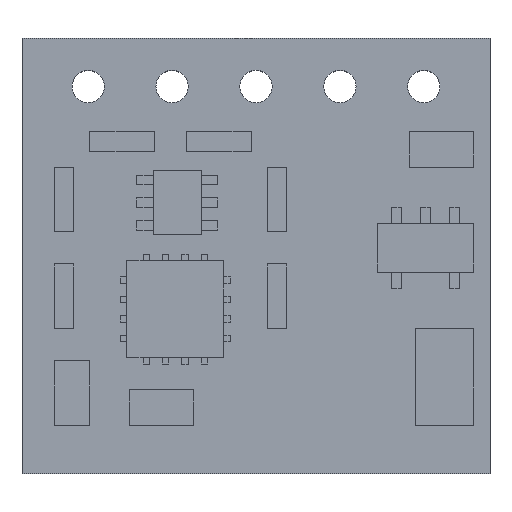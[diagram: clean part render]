
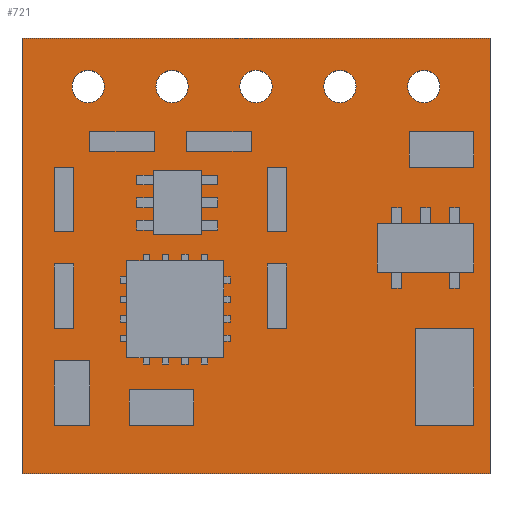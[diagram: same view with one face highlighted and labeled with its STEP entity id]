
A CAD part, top view. The second image highlights one B-rep face of the part: STEP entity #721.
In plain terms, the highlighted planar face has unit normal (0, 0, 1).
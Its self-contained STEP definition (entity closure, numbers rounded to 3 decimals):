
#22 = VERTEX_POINT('',#23);
#23 = CARTESIAN_POINT('',(-7.25,6.75,0.));
#32 = PLANE('',#33);
#33 = AXIS2_PLACEMENT_3D('',#34,#35,#36);
#34 = CARTESIAN_POINT('',(-7.25,6.75,0.));
#35 = DIRECTION('',(0.,-1.,0.));
#36 = DIRECTION('',(1.,0.,0.));
#44 = PLANE('',#45);
#45 = AXIS2_PLACEMENT_3D('',#46,#47,#48);
#46 = CARTESIAN_POINT('',(-7.25,-6.75,0.));
#47 = DIRECTION('',(1.,0.,0.));
#48 = DIRECTION('',(0.,1.,0.));
#85 = VERTEX_POINT('',#86);
#86 = CARTESIAN_POINT('',(7.25,6.75,0.));
#100 = PLANE('',#101);
#101 = AXIS2_PLACEMENT_3D('',#102,#103,#104);
#102 = CARTESIAN_POINT('',(7.25,6.75,0.));
#103 = DIRECTION('',(-1.,0.,0.));
#104 = DIRECTION('',(0.,-1.,0.));
#112 = EDGE_CURVE('',#22,#85,#113,.T.);
#113 = SURFACE_CURVE('',#114,(#118,#125),.PCURVE_S1.);
#114 = LINE('',#115,#116);
#115 = CARTESIAN_POINT('',(-7.25,6.75,0.));
#116 = VECTOR('',#117,1.);
#117 = DIRECTION('',(1.,0.,0.));
#118 = PCURVE('',#32,#119);
#119 = DEFINITIONAL_REPRESENTATION('',(#120),#124);
#120 = LINE('',#121,#122);
#121 = CARTESIAN_POINT('',(0.,0.));
#122 = VECTOR('',#123,1.);
#123 = DIRECTION('',(1.,0.));
#124 = ( GEOMETRIC_REPRESENTATION_CONTEXT(2) 
PARAMETRIC_REPRESENTATION_CONTEXT() REPRESENTATION_CONTEXT('2D SPACE',''
  ) );
#125 = PCURVE('',#126,#131);
#126 = PLANE('',#127);
#127 = AXIS2_PLACEMENT_3D('',#128,#129,#130);
#128 = CARTESIAN_POINT('',(0.,0.989,0.));
#129 = DIRECTION('',(0.,0.,1.));
#130 = DIRECTION('',(1.,0.,0.));
#131 = DEFINITIONAL_REPRESENTATION('',(#132),#136);
#132 = LINE('',#133,#134);
#133 = CARTESIAN_POINT('',(-7.25,5.761));
#134 = VECTOR('',#135,1.);
#135 = DIRECTION('',(1.,0.));
#136 = ( GEOMETRIC_REPRESENTATION_CONTEXT(2) 
PARAMETRIC_REPRESENTATION_CONTEXT() REPRESENTATION_CONTEXT('2D SPACE',''
  ) );
#166 = VERTEX_POINT('',#167);
#167 = CARTESIAN_POINT('',(7.25,-6.75,0.));
#181 = PLANE('',#182);
#182 = AXIS2_PLACEMENT_3D('',#183,#184,#185);
#183 = CARTESIAN_POINT('',(7.25,-6.75,0.));
#184 = DIRECTION('',(0.,1.,0.));
#185 = DIRECTION('',(-1.,0.,0.));
#193 = EDGE_CURVE('',#85,#166,#194,.T.);
#194 = SURFACE_CURVE('',#195,(#199,#206),.PCURVE_S1.);
#195 = LINE('',#196,#197);
#196 = CARTESIAN_POINT('',(7.25,6.75,0.));
#197 = VECTOR('',#198,1.);
#198 = DIRECTION('',(0.,-1.,0.));
#199 = PCURVE('',#100,#200);
#200 = DEFINITIONAL_REPRESENTATION('',(#201),#205);
#201 = LINE('',#202,#203);
#202 = CARTESIAN_POINT('',(0.,0.));
#203 = VECTOR('',#204,1.);
#204 = DIRECTION('',(1.,0.));
#205 = ( GEOMETRIC_REPRESENTATION_CONTEXT(2) 
PARAMETRIC_REPRESENTATION_CONTEXT() REPRESENTATION_CONTEXT('2D SPACE',''
  ) );
#206 = PCURVE('',#126,#207);
#207 = DEFINITIONAL_REPRESENTATION('',(#208),#212);
#208 = LINE('',#209,#210);
#209 = CARTESIAN_POINT('',(7.25,5.761));
#210 = VECTOR('',#211,1.);
#211 = DIRECTION('',(0.,-1.));
#212 = ( GEOMETRIC_REPRESENTATION_CONTEXT(2) 
PARAMETRIC_REPRESENTATION_CONTEXT() REPRESENTATION_CONTEXT('2D SPACE',''
  ) );
#242 = VERTEX_POINT('',#243);
#243 = CARTESIAN_POINT('',(-7.25,-6.75,0.));
#264 = EDGE_CURVE('',#166,#242,#265,.T.);
#265 = SURFACE_CURVE('',#266,(#270,#277),.PCURVE_S1.);
#266 = LINE('',#267,#268);
#267 = CARTESIAN_POINT('',(7.25,-6.75,0.));
#268 = VECTOR('',#269,1.);
#269 = DIRECTION('',(-1.,0.,0.));
#270 = PCURVE('',#181,#271);
#271 = DEFINITIONAL_REPRESENTATION('',(#272),#276);
#272 = LINE('',#273,#274);
#273 = CARTESIAN_POINT('',(0.,0.));
#274 = VECTOR('',#275,1.);
#275 = DIRECTION('',(1.,0.));
#276 = ( GEOMETRIC_REPRESENTATION_CONTEXT(2) 
PARAMETRIC_REPRESENTATION_CONTEXT() REPRESENTATION_CONTEXT('2D SPACE',''
  ) );
#277 = PCURVE('',#126,#278);
#278 = DEFINITIONAL_REPRESENTATION('',(#279),#283);
#279 = LINE('',#280,#281);
#280 = CARTESIAN_POINT('',(7.25,-7.739));
#281 = VECTOR('',#282,1.);
#282 = DIRECTION('',(-1.,0.));
#283 = ( GEOMETRIC_REPRESENTATION_CONTEXT(2) 
PARAMETRIC_REPRESENTATION_CONTEXT() REPRESENTATION_CONTEXT('2D SPACE',''
  ) );
#311 = EDGE_CURVE('',#242,#22,#312,.T.);
#312 = SURFACE_CURVE('',#313,(#317,#324),.PCURVE_S1.);
#313 = LINE('',#314,#315);
#314 = CARTESIAN_POINT('',(-7.25,-6.75,0.));
#315 = VECTOR('',#316,1.);
#316 = DIRECTION('',(0.,1.,0.));
#317 = PCURVE('',#44,#318);
#318 = DEFINITIONAL_REPRESENTATION('',(#319),#323);
#319 = LINE('',#320,#321);
#320 = CARTESIAN_POINT('',(0.,0.));
#321 = VECTOR('',#322,1.);
#322 = DIRECTION('',(1.,0.));
#323 = ( GEOMETRIC_REPRESENTATION_CONTEXT(2) 
PARAMETRIC_REPRESENTATION_CONTEXT() REPRESENTATION_CONTEXT('2D SPACE',''
  ) );
#324 = PCURVE('',#126,#325);
#325 = DEFINITIONAL_REPRESENTATION('',(#326),#330);
#326 = LINE('',#327,#328);
#327 = CARTESIAN_POINT('',(-7.25,-7.739));
#328 = VECTOR('',#329,1.);
#329 = DIRECTION('',(0.,1.));
#330 = ( GEOMETRIC_REPRESENTATION_CONTEXT(2) 
PARAMETRIC_REPRESENTATION_CONTEXT() REPRESENTATION_CONTEXT('2D SPACE',''
  ) );
#336 = VERTEX_POINT('',#337);
#337 = CARTESIAN_POINT('',(5.7,5.25,0.));
#346 = CYLINDRICAL_SURFACE('',#347,0.5);
#347 = AXIS2_PLACEMENT_3D('',#348,#349,#350);
#348 = CARTESIAN_POINT('',(5.2,5.25,0.));
#349 = DIRECTION('',(0.,0.,1.));
#350 = DIRECTION('',(1.,0.,0.));
#388 = EDGE_CURVE('',#336,#336,#389,.T.);
#389 = SURFACE_CURVE('',#390,(#395,#402),.PCURVE_S1.);
#390 = CIRCLE('',#391,0.5);
#391 = AXIS2_PLACEMENT_3D('',#392,#393,#394);
#392 = CARTESIAN_POINT('',(5.2,5.25,0.));
#393 = DIRECTION('',(0.,0.,1.));
#394 = DIRECTION('',(1.,0.,0.));
#395 = PCURVE('',#346,#396);
#396 = DEFINITIONAL_REPRESENTATION('',(#397),#401);
#397 = LINE('',#398,#399);
#398 = CARTESIAN_POINT('',(0.,0.));
#399 = VECTOR('',#400,1.);
#400 = DIRECTION('',(1.,0.));
#401 = ( GEOMETRIC_REPRESENTATION_CONTEXT(2) 
PARAMETRIC_REPRESENTATION_CONTEXT() REPRESENTATION_CONTEXT('2D SPACE',''
  ) );
#402 = PCURVE('',#126,#403);
#403 = DEFINITIONAL_REPRESENTATION('',(#404),#408);
#404 = CIRCLE('',#405,0.5);
#405 = AXIS2_PLACEMENT_2D('',#406,#407);
#406 = CARTESIAN_POINT('',(5.2,4.261));
#407 = DIRECTION('',(1.,0.));
#408 = ( GEOMETRIC_REPRESENTATION_CONTEXT(2) 
PARAMETRIC_REPRESENTATION_CONTEXT() REPRESENTATION_CONTEXT('2D SPACE',''
  ) );
#414 = VERTEX_POINT('',#415);
#415 = CARTESIAN_POINT('',(3.1,5.25,0.));
#424 = CYLINDRICAL_SURFACE('',#425,0.5);
#425 = AXIS2_PLACEMENT_3D('',#426,#427,#428);
#426 = CARTESIAN_POINT('',(2.6,5.25,0.));
#427 = DIRECTION('',(0.,0.,1.));
#428 = DIRECTION('',(1.,0.,0.));
#466 = EDGE_CURVE('',#414,#414,#467,.T.);
#467 = SURFACE_CURVE('',#468,(#473,#480),.PCURVE_S1.);
#468 = CIRCLE('',#469,0.5);
#469 = AXIS2_PLACEMENT_3D('',#470,#471,#472);
#470 = CARTESIAN_POINT('',(2.6,5.25,0.));
#471 = DIRECTION('',(0.,0.,1.));
#472 = DIRECTION('',(1.,0.,0.));
#473 = PCURVE('',#424,#474);
#474 = DEFINITIONAL_REPRESENTATION('',(#475),#479);
#475 = LINE('',#476,#477);
#476 = CARTESIAN_POINT('',(0.,0.));
#477 = VECTOR('',#478,1.);
#478 = DIRECTION('',(1.,0.));
#479 = ( GEOMETRIC_REPRESENTATION_CONTEXT(2) 
PARAMETRIC_REPRESENTATION_CONTEXT() REPRESENTATION_CONTEXT('2D SPACE',''
  ) );
#480 = PCURVE('',#126,#481);
#481 = DEFINITIONAL_REPRESENTATION('',(#482),#486);
#482 = CIRCLE('',#483,0.5);
#483 = AXIS2_PLACEMENT_2D('',#484,#485);
#484 = CARTESIAN_POINT('',(2.6,4.261));
#485 = DIRECTION('',(1.,0.));
#486 = ( GEOMETRIC_REPRESENTATION_CONTEXT(2) 
PARAMETRIC_REPRESENTATION_CONTEXT() REPRESENTATION_CONTEXT('2D SPACE',''
  ) );
#492 = VERTEX_POINT('',#493);
#493 = CARTESIAN_POINT('',(0.5,5.25,0.));
#502 = CYLINDRICAL_SURFACE('',#503,0.5);
#503 = AXIS2_PLACEMENT_3D('',#504,#505,#506);
#504 = CARTESIAN_POINT('',(0.,5.25,0.));
#505 = DIRECTION('',(0.,0.,1.));
#506 = DIRECTION('',(1.,0.,0.));
#544 = EDGE_CURVE('',#492,#492,#545,.T.);
#545 = SURFACE_CURVE('',#546,(#551,#558),.PCURVE_S1.);
#546 = CIRCLE('',#547,0.5);
#547 = AXIS2_PLACEMENT_3D('',#548,#549,#550);
#548 = CARTESIAN_POINT('',(0.,5.25,0.));
#549 = DIRECTION('',(0.,0.,1.));
#550 = DIRECTION('',(1.,0.,0.));
#551 = PCURVE('',#502,#552);
#552 = DEFINITIONAL_REPRESENTATION('',(#553),#557);
#553 = LINE('',#554,#555);
#554 = CARTESIAN_POINT('',(0.,0.));
#555 = VECTOR('',#556,1.);
#556 = DIRECTION('',(1.,0.));
#557 = ( GEOMETRIC_REPRESENTATION_CONTEXT(2) 
PARAMETRIC_REPRESENTATION_CONTEXT() REPRESENTATION_CONTEXT('2D SPACE',''
  ) );
#558 = PCURVE('',#126,#559);
#559 = DEFINITIONAL_REPRESENTATION('',(#560),#564);
#560 = CIRCLE('',#561,0.5);
#561 = AXIS2_PLACEMENT_2D('',#562,#563);
#562 = CARTESIAN_POINT('',(0.,4.261));
#563 = DIRECTION('',(1.,0.));
#564 = ( GEOMETRIC_REPRESENTATION_CONTEXT(2) 
PARAMETRIC_REPRESENTATION_CONTEXT() REPRESENTATION_CONTEXT('2D SPACE',''
  ) );
#570 = VERTEX_POINT('',#571);
#571 = CARTESIAN_POINT('',(-2.1,5.25,0.));
#580 = CYLINDRICAL_SURFACE('',#581,0.5);
#581 = AXIS2_PLACEMENT_3D('',#582,#583,#584);
#582 = CARTESIAN_POINT('',(-2.6,5.25,0.));
#583 = DIRECTION('',(0.,0.,1.));
#584 = DIRECTION('',(1.,0.,0.));
#622 = EDGE_CURVE('',#570,#570,#623,.T.);
#623 = SURFACE_CURVE('',#624,(#629,#636),.PCURVE_S1.);
#624 = CIRCLE('',#625,0.5);
#625 = AXIS2_PLACEMENT_3D('',#626,#627,#628);
#626 = CARTESIAN_POINT('',(-2.6,5.25,0.));
#627 = DIRECTION('',(0.,0.,1.));
#628 = DIRECTION('',(1.,0.,0.));
#629 = PCURVE('',#580,#630);
#630 = DEFINITIONAL_REPRESENTATION('',(#631),#635);
#631 = LINE('',#632,#633);
#632 = CARTESIAN_POINT('',(0.,0.));
#633 = VECTOR('',#634,1.);
#634 = DIRECTION('',(1.,0.));
#635 = ( GEOMETRIC_REPRESENTATION_CONTEXT(2) 
PARAMETRIC_REPRESENTATION_CONTEXT() REPRESENTATION_CONTEXT('2D SPACE',''
  ) );
#636 = PCURVE('',#126,#637);
#637 = DEFINITIONAL_REPRESENTATION('',(#638),#642);
#638 = CIRCLE('',#639,0.5);
#639 = AXIS2_PLACEMENT_2D('',#640,#641);
#640 = CARTESIAN_POINT('',(-2.6,4.261));
#641 = DIRECTION('',(1.,0.));
#642 = ( GEOMETRIC_REPRESENTATION_CONTEXT(2) 
PARAMETRIC_REPRESENTATION_CONTEXT() REPRESENTATION_CONTEXT('2D SPACE',''
  ) );
#648 = VERTEX_POINT('',#649);
#649 = CARTESIAN_POINT('',(-4.7,5.25,0.));
#658 = CYLINDRICAL_SURFACE('',#659,0.5);
#659 = AXIS2_PLACEMENT_3D('',#660,#661,#662);
#660 = CARTESIAN_POINT('',(-5.2,5.25,0.));
#661 = DIRECTION('',(0.,0.,1.));
#662 = DIRECTION('',(1.,0.,0.));
#700 = EDGE_CURVE('',#648,#648,#701,.T.);
#701 = SURFACE_CURVE('',#702,(#707,#714),.PCURVE_S1.);
#702 = CIRCLE('',#703,0.5);
#703 = AXIS2_PLACEMENT_3D('',#704,#705,#706);
#704 = CARTESIAN_POINT('',(-5.2,5.25,0.));
#705 = DIRECTION('',(0.,0.,1.));
#706 = DIRECTION('',(1.,0.,0.));
#707 = PCURVE('',#658,#708);
#708 = DEFINITIONAL_REPRESENTATION('',(#709),#713);
#709 = LINE('',#710,#711);
#710 = CARTESIAN_POINT('',(0.,0.));
#711 = VECTOR('',#712,1.);
#712 = DIRECTION('',(1.,0.));
#713 = ( GEOMETRIC_REPRESENTATION_CONTEXT(2) 
PARAMETRIC_REPRESENTATION_CONTEXT() REPRESENTATION_CONTEXT('2D SPACE',''
  ) );
#714 = PCURVE('',#126,#715);
#715 = DEFINITIONAL_REPRESENTATION('',(#716),#720);
#716 = CIRCLE('',#717,0.5);
#717 = AXIS2_PLACEMENT_2D('',#718,#719);
#718 = CARTESIAN_POINT('',(-5.2,4.261));
#719 = DIRECTION('',(1.,0.));
#720 = ( GEOMETRIC_REPRESENTATION_CONTEXT(2) 
PARAMETRIC_REPRESENTATION_CONTEXT() REPRESENTATION_CONTEXT('2D SPACE',''
  ) );
#721 = ADVANCED_FACE('',(#722,#728,#731,#734,#737,#740),#126,.T.);
#722 = FACE_BOUND('',#723,.F.);
#723 = EDGE_LOOP('',(#724,#725,#726,#727));
#724 = ORIENTED_EDGE('',*,*,#112,.T.);
#725 = ORIENTED_EDGE('',*,*,#193,.T.);
#726 = ORIENTED_EDGE('',*,*,#264,.T.);
#727 = ORIENTED_EDGE('',*,*,#311,.T.);
#728 = FACE_BOUND('',#729,.F.);
#729 = EDGE_LOOP('',(#730));
#730 = ORIENTED_EDGE('',*,*,#388,.T.);
#731 = FACE_BOUND('',#732,.F.);
#732 = EDGE_LOOP('',(#733));
#733 = ORIENTED_EDGE('',*,*,#466,.T.);
#734 = FACE_BOUND('',#735,.F.);
#735 = EDGE_LOOP('',(#736));
#736 = ORIENTED_EDGE('',*,*,#544,.T.);
#737 = FACE_BOUND('',#738,.F.);
#738 = EDGE_LOOP('',(#739));
#739 = ORIENTED_EDGE('',*,*,#622,.T.);
#740 = FACE_BOUND('',#741,.F.);
#741 = EDGE_LOOP('',(#742));
#742 = ORIENTED_EDGE('',*,*,#700,.T.);
